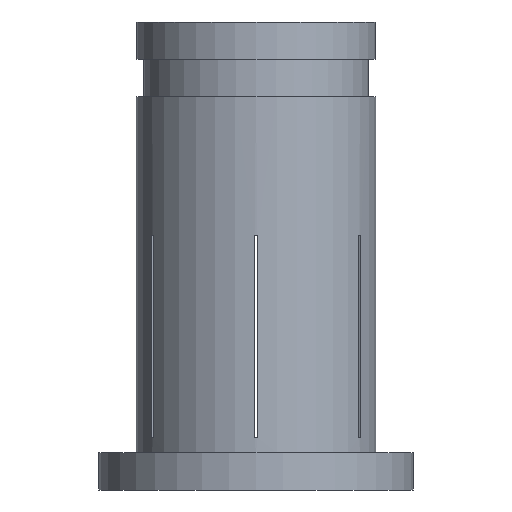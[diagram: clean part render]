
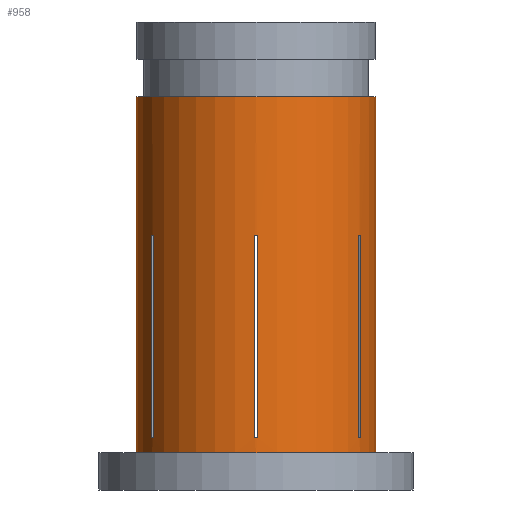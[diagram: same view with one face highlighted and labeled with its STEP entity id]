
A CAD part, front view. The second image highlights one B-rep face of the part: STEP entity #958.
In plain terms, the highlighted cylindrical face has radius 16 mm (diameter 32 mm), a partial arc.
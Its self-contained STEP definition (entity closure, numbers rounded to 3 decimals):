
#5 = CARTESIAN_POINT ( 'NONE',  ( 0., 0., -55.5 ) ) ;
#21 = CARTESIAN_POINT ( 'NONE',  ( 0.2, -15.999, -55.5 ) ) ;
#44 = ORIENTED_EDGE ( 'NONE', *, *, #1135, .T. ) ;
#53 = VECTOR ( 'NONE', #158, 1000. ) ;
#74 = ORIENTED_EDGE ( 'NONE', *, *, #929, .T. ) ;
#95 = VERTEX_POINT ( 'NONE', #1273 ) ;
#108 = VERTEX_POINT ( 'NONE', #301 ) ;
#114 = AXIS2_PLACEMENT_3D ( 'NONE', #1856, #1845, #424 ) ;
#115 = EDGE_LOOP ( 'NONE', ( #1772, #119, #74, #1120 ) ) ;
#119 = ORIENTED_EDGE ( 'NONE', *, *, #253, .T. ) ;
#121 = CIRCLE ( 'NONE', #1660, 16. ) ;
#125 = ORIENTED_EDGE ( 'NONE', *, *, #703, .T. ) ;
#138 = DIRECTION ( 'NONE',  ( 0., 0., -1. ) ) ;
#149 = DIRECTION ( 'NONE',  ( 0., 0., -1. ) ) ;
#158 = DIRECTION ( 'NONE',  ( 0., 0., -1. ) ) ;
#176 = VERTEX_POINT ( 'NONE', #651 ) ;
#177 = FACE_BOUND ( 'NONE', #115, .T. ) ;
#200 = VECTOR ( 'NONE', #1464, 1000. ) ;
#236 = VERTEX_POINT ( 'NONE', #349 ) ;
#248 = LINE ( 'NONE', #1270, #1622 ) ;
#253 = EDGE_CURVE ( 'NONE', #176, #386, #1700, .T. ) ;
#277 = DIRECTION ( 'NONE',  ( 0., 0., 1. ) ) ;
#291 = CIRCLE ( 'NONE', #1145, 16. ) ;
#297 = CARTESIAN_POINT ( 'NONE',  ( -13.955, -7.826, -28.5 ) ) ;
#301 = CARTESIAN_POINT ( 'NONE',  ( 13.955, -7.826, -28.5 ) ) ;
#307 = CARTESIAN_POINT ( 'NONE',  ( 0., 0., 0. ) ) ;
#314 = DIRECTION ( 'NONE',  ( 0., 0., 1. ) ) ;
#337 = CARTESIAN_POINT ( 'NONE',  ( -13.955, -7.826, -55.5 ) ) ;
#349 = CARTESIAN_POINT ( 'NONE',  ( -13.755, -8.173, -28.5 ) ) ;
#363 = CARTESIAN_POINT ( 'NONE',  ( 13.755, -8.173, -28.5 ) ) ;
#386 = VERTEX_POINT ( 'NONE', #878 ) ;
#393 = DIRECTION ( 'NONE',  ( 0., 0., 1. ) ) ;
#400 = VECTOR ( 'NONE', #1968, 1000. ) ;
#424 = DIRECTION ( 'NONE',  ( 1., 0., 0. ) ) ;
#426 = FACE_OUTER_BOUND ( 'NONE', #1613, .T. ) ;
#450 = LINE ( 'NONE', #1640, #400 ) ;
#458 = ORIENTED_EDGE ( 'NONE', *, *, #1893, .F. ) ;
#469 = DIRECTION ( 'NONE',  ( -1., 0., 0. ) ) ;
#508 = CIRCLE ( 'NONE', #114, 16. ) ;
#515 = CARTESIAN_POINT ( 'NONE',  ( 13.955, -7.826, 0. ) ) ;
#531 = VERTEX_POINT ( 'NONE', #1269 ) ;
#541 = VERTEX_POINT ( 'NONE', #1108 ) ;
#571 = DIRECTION ( 'NONE',  ( 1., 0., 0. ) ) ;
#581 = EDGE_CURVE ( 'NONE', #1628, #95, #121, .T. ) ;
#647 = ORIENTED_EDGE ( 'NONE', *, *, #1364, .T. ) ;
#651 = CARTESIAN_POINT ( 'NONE',  ( -0.2, -15.999, -28.5 ) ) ;
#667 = CARTESIAN_POINT ( 'NONE',  ( 0., 0., -55.5 ) ) ;
#672 = EDGE_CURVE ( 'NONE', #176, #95, #1415, .T. ) ;
#678 = DIRECTION ( 'NONE',  ( 0., 0., -1. ) ) ;
#686 = EDGE_CURVE ( 'NONE', #1045, #1371, #508, .T. ) ;
#694 = LINE ( 'NONE', #515, #200 ) ;
#703 = EDGE_CURVE ( 'NONE', #982, #236, #1864, .T. ) ;
#742 = EDGE_CURVE ( 'NONE', #1127, #108, #291, .T. ) ;
#761 = CARTESIAN_POINT ( 'NONE',  ( 16., 0., -10. ) ) ;
#762 = ORIENTED_EDGE ( 'NONE', *, *, #1954, .F. ) ;
#779 = CARTESIAN_POINT ( 'NONE',  ( -13.955, -7.826, 0. ) ) ;
#826 = CARTESIAN_POINT ( 'NONE',  ( 13.755, -8.173, -55.5 ) ) ;
#846 = AXIS2_PLACEMENT_3D ( 'NONE', #1705, #138, #469 ) ;
#876 = CARTESIAN_POINT ( 'NONE',  ( -0.2, -15.999, 0. ) ) ;
#878 = CARTESIAN_POINT ( 'NONE',  ( 0.2, -15.999, -28.5 ) ) ;
#880 = DIRECTION ( 'NONE',  ( 1., 0., 0. ) ) ;
#885 = DIRECTION ( 'NONE',  ( 1., 0., 0. ) ) ;
#886 = ORIENTED_EDGE ( 'NONE', *, *, #1315, .T. ) ;
#895 = EDGE_CURVE ( 'NONE', #541, #1371, #1057, .T. ) ;
#926 = AXIS2_PLACEMENT_3D ( 'NONE', #1178, #393, #571 ) ;
#929 = EDGE_CURVE ( 'NONE', #386, #1628, #1590, .T. ) ;
#938 = EDGE_CURVE ( 'NONE', #982, #1984, #1016, .T. ) ;
#958 = ADVANCED_FACE ( 'NONE', ( #426, #1773, #1129, #177 ), #1340, .T. ) ;
#963 = CARTESIAN_POINT ( 'NONE',  ( 13.755, -8.173, 0. ) ) ;
#978 = CARTESIAN_POINT ( 'NONE',  ( -16., 0., -57.5 ) ) ;
#982 = VERTEX_POINT ( 'NONE', #297 ) ;
#1000 = DIRECTION ( 'NONE',  ( -1., 0., 0. ) ) ;
#1010 = ORIENTED_EDGE ( 'NONE', *, *, #1833, .T. ) ;
#1016 = LINE ( 'NONE', #779, #1390 ) ;
#1045 = VERTEX_POINT ( 'NONE', #1114 ) ;
#1057 = LINE ( 'NONE', #1210, #1438 ) ;
#1064 = CARTESIAN_POINT ( 'NONE',  ( 0., 0., -57.5 ) ) ;
#1090 = DIRECTION ( 'NONE',  ( 0., 0., -1. ) ) ;
#1108 = CARTESIAN_POINT ( 'NONE',  ( 16., 0., -57.5 ) ) ;
#1114 = CARTESIAN_POINT ( 'NONE',  ( -16., 0., -10. ) ) ;
#1120 = ORIENTED_EDGE ( 'NONE', *, *, #581, .T. ) ;
#1127 = VERTEX_POINT ( 'NONE', #363 ) ;
#1129 = FACE_BOUND ( 'NONE', #1562, .T. ) ;
#1135 = EDGE_CURVE ( 'NONE', #108, #1274, #694, .T. ) ;
#1140 = EDGE_CURVE ( 'NONE', #531, #1984, #1368, .T. ) ;
#1144 = ORIENTED_EDGE ( 'NONE', *, *, #1140, .T. ) ;
#1145 = AXIS2_PLACEMENT_3D ( 'NONE', #1355, #1668, #885 ) ;
#1169 = ORIENTED_EDGE ( 'NONE', *, *, #938, .F. ) ;
#1178 = CARTESIAN_POINT ( 'NONE',  ( 0., 0., -28.5 ) ) ;
#1188 = AXIS2_PLACEMENT_3D ( 'NONE', #2014, #1376, #880 ) ;
#1210 = CARTESIAN_POINT ( 'NONE',  ( 16., 0., 0. ) ) ;
#1260 = DIRECTION ( 'NONE',  ( 1., 0., 0. ) ) ;
#1269 = CARTESIAN_POINT ( 'NONE',  ( -13.755, -8.173, -55.5 ) ) ;
#1270 = CARTESIAN_POINT ( 'NONE',  ( -16., 0., 0. ) ) ;
#1273 = CARTESIAN_POINT ( 'NONE',  ( -0.2, -15.999, -55.5 ) ) ;
#1274 = VERTEX_POINT ( 'NONE', #1888 ) ;
#1307 = DIRECTION ( 'NONE',  ( 0., 0., -1. ) ) ;
#1315 = EDGE_CURVE ( 'NONE', #1994, #541, #1894, .T. ) ;
#1340 = CYLINDRICAL_SURFACE ( 'NONE', #1645, 16. ) ;
#1355 = CARTESIAN_POINT ( 'NONE',  ( 0., 0., -28.5 ) ) ;
#1364 = EDGE_CURVE ( 'NONE', #1274, #1679, #1667, .T. ) ;
#1368 = CIRCLE ( 'NONE', #1685, 16. ) ;
#1371 = VERTEX_POINT ( 'NONE', #761 ) ;
#1376 = DIRECTION ( 'NONE',  ( 0., 0., 1. ) ) ;
#1390 = VECTOR ( 'NONE', #149, 1000. ) ;
#1415 = LINE ( 'NONE', #876, #1923 ) ;
#1438 = VECTOR ( 'NONE', #1694, 1000. ) ;
#1464 = DIRECTION ( 'NONE',  ( 0., 0., -1. ) ) ;
#1483 = ORIENTED_EDGE ( 'NONE', *, *, #686, .F. ) ;
#1530 = DIRECTION ( 'NONE',  ( 0., 0., -1. ) ) ;
#1542 = VECTOR ( 'NONE', #1090, 1000. ) ;
#1562 = EDGE_LOOP ( 'NONE', ( #1169, #125, #1010, #1144 ) ) ;
#1580 = EDGE_LOOP ( 'NONE', ( #1977, #44, #647, #762 ) ) ;
#1590 = LINE ( 'NONE', #2065, #53 ) ;
#1610 = AXIS2_PLACEMENT_3D ( 'NONE', #1064, #277, #1260 ) ;
#1613 = EDGE_LOOP ( 'NONE', ( #458, #886, #1698, #1483 ) ) ;
#1619 = DIRECTION ( 'NONE',  ( -1., 0., 0. ) ) ;
#1622 = VECTOR ( 'NONE', #314, 1000. ) ;
#1628 = VERTEX_POINT ( 'NONE', #21 ) ;
#1640 = CARTESIAN_POINT ( 'NONE',  ( -13.755, -8.173, 0. ) ) ;
#1645 = AXIS2_PLACEMENT_3D ( 'NONE', #307, #1732, #1750 ) ;
#1660 = AXIS2_PLACEMENT_3D ( 'NONE', #5, #678, #1000 ) ;
#1667 = CIRCLE ( 'NONE', #846, 16. ) ;
#1668 = DIRECTION ( 'NONE',  ( 0., 0., 1. ) ) ;
#1679 = VERTEX_POINT ( 'NONE', #826 ) ;
#1685 = AXIS2_PLACEMENT_3D ( 'NONE', #667, #1307, #1619 ) ;
#1694 = DIRECTION ( 'NONE',  ( 0., 0., 1. ) ) ;
#1698 = ORIENTED_EDGE ( 'NONE', *, *, #895, .T. ) ;
#1700 = CIRCLE ( 'NONE', #1188, 16. ) ;
#1705 = CARTESIAN_POINT ( 'NONE',  ( 0., 0., -55.5 ) ) ;
#1732 = DIRECTION ( 'NONE',  ( 0., 0., 1. ) ) ;
#1750 = DIRECTION ( 'NONE',  ( 1., 0., 0. ) ) ;
#1772 = ORIENTED_EDGE ( 'NONE', *, *, #672, .F. ) ;
#1773 = FACE_BOUND ( 'NONE', #1580, .T. ) ;
#1833 = EDGE_CURVE ( 'NONE', #236, #531, #450, .T. ) ;
#1845 = DIRECTION ( 'NONE',  ( 0., 0., 1. ) ) ;
#1856 = CARTESIAN_POINT ( 'NONE',  ( 0., 0., -10. ) ) ;
#1864 = CIRCLE ( 'NONE', #926, 16. ) ;
#1888 = CARTESIAN_POINT ( 'NONE',  ( 13.955, -7.826, -55.5 ) ) ;
#1893 = EDGE_CURVE ( 'NONE', #1994, #1045, #248, .T. ) ;
#1894 = CIRCLE ( 'NONE', #1610, 16. ) ;
#1923 = VECTOR ( 'NONE', #1530, 1000. ) ;
#1954 = EDGE_CURVE ( 'NONE', #1127, #1679, #1969, .T. ) ;
#1968 = DIRECTION ( 'NONE',  ( 0., 0., -1. ) ) ;
#1969 = LINE ( 'NONE', #963, #1542 ) ;
#1977 = ORIENTED_EDGE ( 'NONE', *, *, #742, .T. ) ;
#1984 = VERTEX_POINT ( 'NONE', #337 ) ;
#1994 = VERTEX_POINT ( 'NONE', #978 ) ;
#2014 = CARTESIAN_POINT ( 'NONE',  ( 0., 0., -28.5 ) ) ;
#2065 = CARTESIAN_POINT ( 'NONE',  ( 0.2, -15.999, 0. ) ) ;
